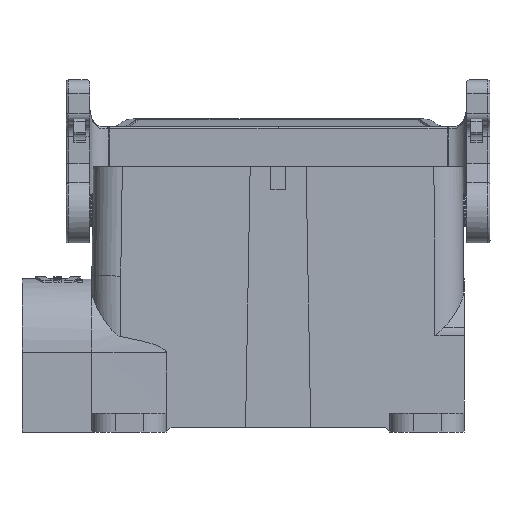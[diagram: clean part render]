
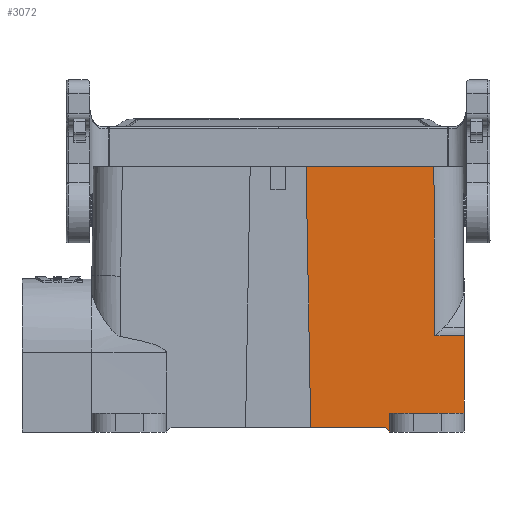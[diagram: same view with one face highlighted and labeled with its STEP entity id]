
A CAD part, front view. The second image highlights one B-rep face of the part: STEP entity #3072.
In plain terms, the highlighted planar face has unit normal (0, -1, 0.007).
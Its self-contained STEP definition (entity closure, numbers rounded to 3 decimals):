
#3072=ADVANCED_FACE('',(#3758),#3428,.T.);
#3428=PLANE('',#14264);
#3758=FACE_OUTER_BOUND('',#4228,.T.);
#4228=EDGE_LOOP('',(#5844,#5845,#5846,#5847,#5848,#5849,#5850,#5851,#5852));
#5844=ORIENTED_EDGE('',*,*,#8113,.F.);
#5845=ORIENTED_EDGE('',*,*,#8366,.T.);
#5846=ORIENTED_EDGE('',*,*,#8367,.T.);
#5847=ORIENTED_EDGE('',*,*,#8352,.T.);
#5848=ORIENTED_EDGE('',*,*,#8368,.F.);
#5849=ORIENTED_EDGE('',*,*,#8369,.T.);
#5850=ORIENTED_EDGE('',*,*,#8370,.T.);
#5851=ORIENTED_EDGE('',*,*,#8266,.F.);
#5852=ORIENTED_EDGE('',*,*,#8371,.T.);
#7149=VERTEX_POINT('',#21162);
#7150=VERTEX_POINT('',#21164);
#7295=VERTEX_POINT('',#21972);
#7296=VERTEX_POINT('',#21974);
#7360=VERTEX_POINT('',#22312);
#7362=VERTEX_POINT('',#22315);
#7372=VERTEX_POINT('',#22341);
#7373=VERTEX_POINT('',#22344);
#7374=VERTEX_POINT('',#22346);
#8113=EDGE_CURVE('',#7149,#7150,#11275,.T.);
#8266=EDGE_CURVE('',#7295,#7296,#11365,.T.);
#8352=EDGE_CURVE('',#7362,#7360,#11412,.T.);
#8366=EDGE_CURVE('',#7149,#7372,#11422,.T.);
#8367=EDGE_CURVE('',#7372,#7362,#11423,.T.);
#8368=EDGE_CURVE('',#7373,#7360,#11424,.T.);
#8369=EDGE_CURVE('',#7373,#7374,#11425,.T.);
#8370=EDGE_CURVE('',#7374,#7296,#11426,.T.);
#8371=EDGE_CURVE('',#7295,#7150,#11427,.T.);
#11275=LINE('',#21163,#12002);
#11365=LINE('',#21973,#12092);
#11412=LINE('',#22314,#12139);
#11422=LINE('',#22340,#12149);
#11423=LINE('',#22342,#12150);
#11424=LINE('',#22343,#12151);
#11425=LINE('',#22345,#12152);
#11426=LINE('',#22347,#12153);
#11427=LINE('',#22348,#12154);
#12002=VECTOR('',#15506,1.);
#12092=VECTOR('',#15672,1.);
#12139=VECTOR('',#15799,1.);
#12149=VECTOR('',#15821,1.);
#12150=VECTOR('',#15822,1.);
#12151=VECTOR('',#15823,1.);
#12152=VECTOR('',#15824,1.);
#12153=VECTOR('',#15825,1.);
#12154=VECTOR('',#15826,1.);
#14264=AXIS2_PLACEMENT_3D('',#22349,#15827,#15828);
#15506=DIRECTION('',(0.,-0.007,-1.));
#15672=DIRECTION('',(0.,-0.007,-1.));
#15799=DIRECTION('',(-1.,0.,0.));
#15821=DIRECTION('',(-1.,0.,0.));
#15822=DIRECTION('',(-0.006,0.007,1.));
#15823=DIRECTION('',(-0.018,0.007,1.));
#15824=DIRECTION('',(1.,0.,0.));
#15825=DIRECTION('',(0.707,-0.005,-0.707));
#15826=DIRECTION('',(1.,0.,0.));
#15827=DIRECTION('',(0.,-1.,0.007));
#15828=DIRECTION('',(0.,-0.007,-1.));
#21162=CARTESIAN_POINT('',(40.,-15.33,-27.134));
#21163=CARTESIAN_POINT('',(40.,-15.324,-26.349));
#21164=CARTESIAN_POINT('',(40.,-15.448,-44.));
#21972=CARTESIAN_POINT('',(24.,-15.448,-44.));
#21973=CARTESIAN_POINT('',(24.,-15.475,-47.85));
#21974=CARTESIAN_POINT('',(24.,-15.475,-47.85));
#22312=CARTESIAN_POINT('',(6.,-15.075,9.15));
#22314=CARTESIAN_POINT('',(39.65,-15.075,9.15));
#22315=CARTESIAN_POINT('',(33.45,-15.075,9.15));
#22340=CARTESIAN_POINT('',(40.,-15.33,-27.134));
#22341=CARTESIAN_POINT('',(33.673,-15.33,-27.134));
#22342=CARTESIAN_POINT('',(33.45,-15.075,9.112));
#22343=CARTESIAN_POINT('',(7.028,-15.479,-48.439));
#22344=CARTESIAN_POINT('',(7.,-15.468,-46.85));
#22345=CARTESIAN_POINT('',(40.,-15.468,-46.85));
#22346=CARTESIAN_POINT('',(23.,-15.468,-46.85));
#22347=CARTESIAN_POINT('',(22.907,-15.467,-46.757));
#22348=CARTESIAN_POINT('',(40.,-15.448,-44.));
#22349=CARTESIAN_POINT('',(40.,-15.475,-47.85));
